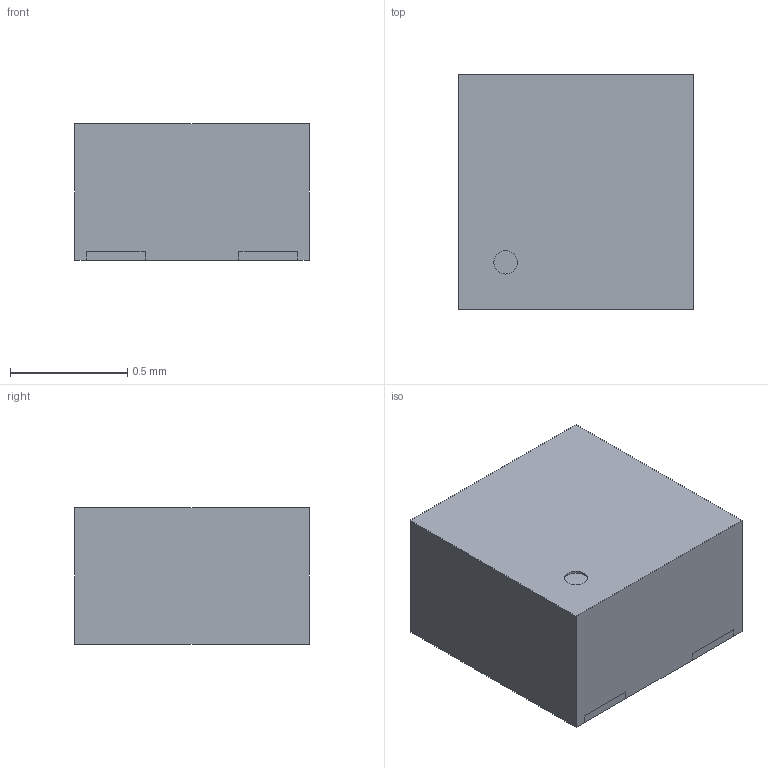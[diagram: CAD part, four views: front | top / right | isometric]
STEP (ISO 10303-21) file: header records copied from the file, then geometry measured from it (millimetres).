
FILE_DESCRIPTION(/* description */ (''),/* implementation_level */ '2;1');
FILE_NAME(/* name */ 'DFN4.step',/* time_stamp */ '2022-04-23T23:51:20+02:00',/* author */ (''),/* organization */ (''),/* preprocessor_version */ 'ST-DEVELOPER v18.1',/* originating_system */ 'Autodesk Translation Framework v10.14.0.1471',/* authorisation */ '');
FILE_SCHEMA (('AUTOMOTIVE_DESIGN { 1 0 10303 214 3 1 1 }'));
Length unit declared in the file: millimetre
Products named in the file (1): (Unsaved)
Bounding box: 1 x 1 x 0.58 mm (x, y, z)
Volume: 0.6 mm3; surface area: 5.4 mm2
Topology: 6 solids, 6 shells, 69 faces, 165 edges, 110 vertices
Faces by surface type: plane 68, cylinder 1
Full cylindrical faces by diameter (mm): 0.1 x1
Entity records: 2003 total; most frequent: CARTESIAN_POINT 345, ORIENTED_EDGE 330, DIRECTION 307, EDGE_CURVE 165, LINE 163, VECTOR 163, VERTEX_POINT 110, AXIS2_PLACEMENT_3D 72
